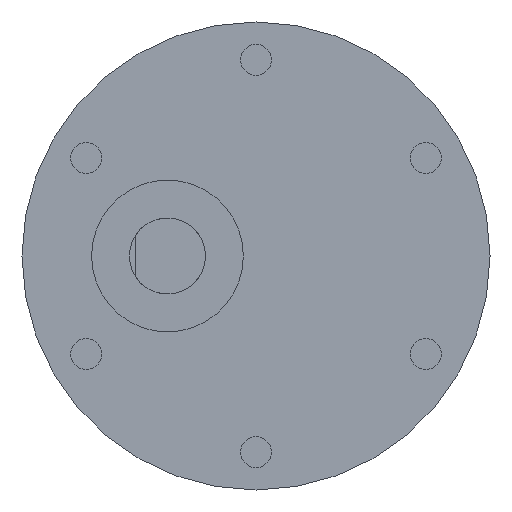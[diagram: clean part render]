
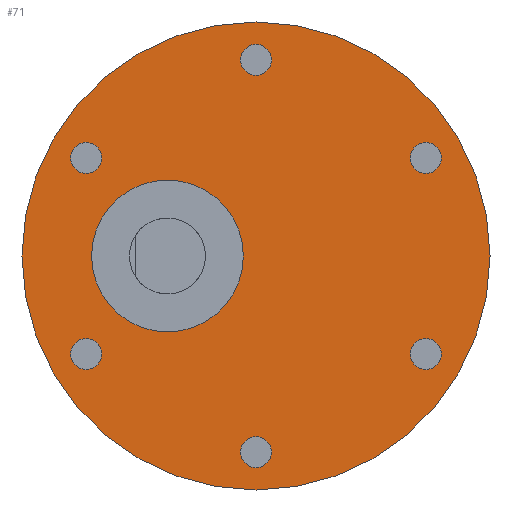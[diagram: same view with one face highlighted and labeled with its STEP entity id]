
A CAD part, front view. The second image highlights one B-rep face of the part: STEP entity #71.
In plain terms, the highlighted planar face has unit normal (0, -1, 0).
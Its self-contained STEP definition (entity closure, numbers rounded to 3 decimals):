
#71 = ADVANCED_FACE( '', ( #171, #172, #173, #174, #175, #176, #177, #178 ), #179, .F. );
#171 = FACE_BOUND( '', #322, .T. );
#172 = FACE_BOUND( '', #323, .T. );
#173 = FACE_BOUND( '', #324, .T. );
#174 = FACE_BOUND( '', #325, .T. );
#175 = FACE_BOUND( '', #326, .T. );
#176 = FACE_BOUND( '', #327, .T. );
#177 = FACE_BOUND( '', #328, .T. );
#178 = FACE_OUTER_BOUND( '', #329, .T. );
#179 = PLANE( '', #330 );
#322 = EDGE_LOOP( '', ( #478 ) );
#323 = EDGE_LOOP( '', ( #479 ) );
#324 = EDGE_LOOP( '', ( #480 ) );
#325 = EDGE_LOOP( '', ( #481 ) );
#326 = EDGE_LOOP( '', ( #482 ) );
#327 = EDGE_LOOP( '', ( #483 ) );
#328 = EDGE_LOOP( '', ( #484 ) );
#329 = EDGE_LOOP( '', ( #485 ) );
#330 = AXIS2_PLACEMENT_3D( '', #486, #487, #488 );
#478 = ORIENTED_EDGE( '', *, *, #732, .F. );
#479 = ORIENTED_EDGE( '', *, *, #733, .T. );
#480 = ORIENTED_EDGE( '', *, *, #734, .T. );
#481 = ORIENTED_EDGE( '', *, *, #735, .T. );
#482 = ORIENTED_EDGE( '', *, *, #736, .T. );
#483 = ORIENTED_EDGE( '', *, *, #737, .T. );
#484 = ORIENTED_EDGE( '', *, *, #738, .T. );
#485 = ORIENTED_EDGE( '', *, *, #739, .F. );
#486 = CARTESIAN_POINT( '', ( 0., 0., -18.5 ) );
#487 = DIRECTION( '', ( 0., 1., 0. ) );
#488 = DIRECTION( '', ( 0., 0., 1. ) );
#732 = EDGE_CURVE( '', #834, #834, #835, .F. );
#733 = EDGE_CURVE( '', #836, #836, #837, .T. );
#734 = EDGE_CURVE( '', #838, #838, #839, .T. );
#735 = EDGE_CURVE( '', #840, #840, #841, .T. );
#736 = EDGE_CURVE( '', #842, #842, #843, .T. );
#737 = EDGE_CURVE( '', #844, #844, #845, .T. );
#738 = EDGE_CURVE( '', #846, #846, #847, .T. );
#739 = EDGE_CURVE( '', #848, #848, #849, .T. );
#834 = VERTEX_POINT( '', #977 );
#835 = CIRCLE( '', #978, 6. );
#836 = VERTEX_POINT( '', #979 );
#837 = CIRCLE( '', #980, 1.23 );
#838 = VERTEX_POINT( '', #981 );
#839 = CIRCLE( '', #982, 1.23 );
#840 = VERTEX_POINT( '', #983 );
#841 = CIRCLE( '', #984, 1.23 );
#842 = VERTEX_POINT( '', #985 );
#843 = CIRCLE( '', #986, 1.23 );
#844 = VERTEX_POINT( '', #987 );
#845 = CIRCLE( '', #988, 1.23 );
#846 = VERTEX_POINT( '', #989 );
#847 = CIRCLE( '', #990, 1.23 );
#848 = VERTEX_POINT( '', #991 );
#849 = CIRCLE( '', #992, 18.5 );
#977 = CARTESIAN_POINT( '', ( -7., 0., 6. ) );
#978 = AXIS2_PLACEMENT_3D( '', #1135, #1136, #1137 );
#979 = CARTESIAN_POINT( '', ( 0., 0., 16.73 ) );
#980 = AXIS2_PLACEMENT_3D( '', #1138, #1139, #1140 );
#981 = CARTESIAN_POINT( '', ( 0., 0., -14.271 ) );
#982 = AXIS2_PLACEMENT_3D( '', #1141, #1142, #1143 );
#983 = CARTESIAN_POINT( '', ( 13.423, 0., -6.521 ) );
#984 = AXIS2_PLACEMENT_3D( '', #1144, #1145, #1146 );
#985 = CARTESIAN_POINT( '', ( -13.423, 0., 8.98 ) );
#986 = AXIS2_PLACEMENT_3D( '', #1147, #1148, #1149 );
#987 = CARTESIAN_POINT( '', ( -13.423, 0., -6.521 ) );
#988 = AXIS2_PLACEMENT_3D( '', #1150, #1151, #1152 );
#989 = CARTESIAN_POINT( '', ( 13.423, 0., 8.98 ) );
#990 = AXIS2_PLACEMENT_3D( '', #1153, #1154, #1155 );
#991 = CARTESIAN_POINT( '', ( 0., 0., 18.5 ) );
#992 = AXIS2_PLACEMENT_3D( '', #1156, #1157, #1158 );
#1135 = CARTESIAN_POINT( '', ( -7., 0., 0. ) );
#1136 = DIRECTION( '', ( 0., 1., 0. ) );
#1137 = DIRECTION( '', ( 0., 0., 1. ) );
#1138 = CARTESIAN_POINT( '', ( 0., 0., 15.5 ) );
#1139 = DIRECTION( '', ( 0., 1., 0. ) );
#1140 = DIRECTION( '', ( 0., 0., 1. ) );
#1141 = CARTESIAN_POINT( '', ( 0., 0., -15.5 ) );
#1142 = DIRECTION( '', ( 0., 1., 0. ) );
#1143 = DIRECTION( '', ( 0., 0., 1. ) );
#1144 = CARTESIAN_POINT( '', ( 13.423, 0., -7.75 ) );
#1145 = DIRECTION( '', ( 0., 1., 0. ) );
#1146 = DIRECTION( '', ( 0., 0., 1. ) );
#1147 = CARTESIAN_POINT( '', ( -13.423, 0., 7.75 ) );
#1148 = DIRECTION( '', ( 0., 1., 0. ) );
#1149 = DIRECTION( '', ( 0., 0., 1. ) );
#1150 = CARTESIAN_POINT( '', ( -13.423, 0., -7.75 ) );
#1151 = DIRECTION( '', ( 0., 1., 0. ) );
#1152 = DIRECTION( '', ( 0., 0., 1. ) );
#1153 = CARTESIAN_POINT( '', ( 13.423, 0., 7.75 ) );
#1154 = DIRECTION( '', ( 0., 1., 0. ) );
#1155 = DIRECTION( '', ( 0., 0., 1. ) );
#1156 = CARTESIAN_POINT( '', ( 0., 0., 0. ) );
#1157 = DIRECTION( '', ( 0., 1., 0. ) );
#1158 = DIRECTION( '', ( 0., 0., 1. ) );
